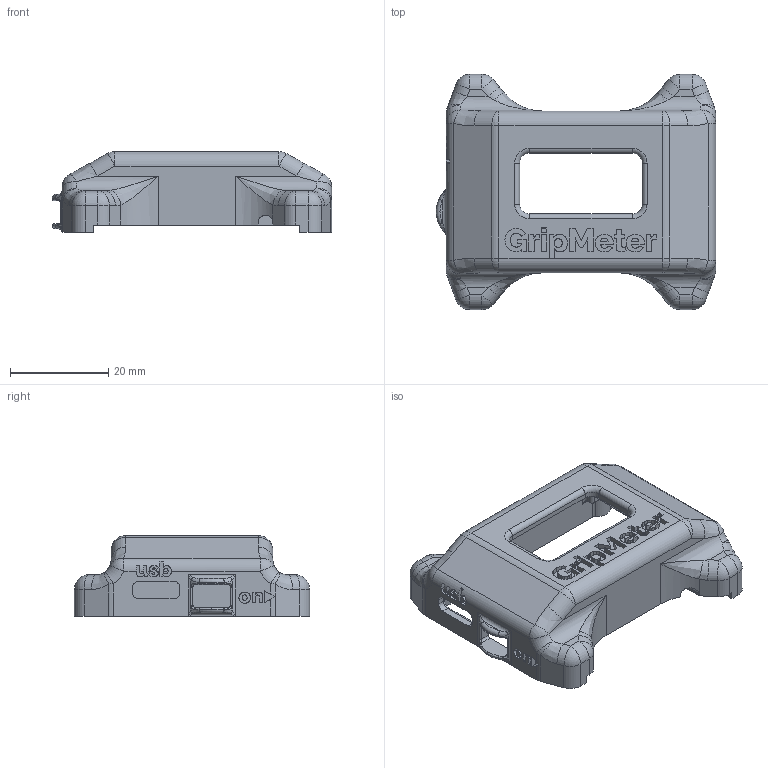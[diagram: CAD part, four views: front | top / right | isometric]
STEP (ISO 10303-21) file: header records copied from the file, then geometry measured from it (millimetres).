
FILE_DESCRIPTION (( 'STEP AP203' ), '1' );
FILE_NAME ('GripMeter_Slim_Trunks_Front_USBC_leg.STEP', '2023-02-13T17:29:06', ( '' ), ( '' ), 'SwSTEP 2.0', 'SolidWorks 2017', '' );
FILE_SCHEMA (( 'CONFIG_CONTROL_DESIGN' ));
Length unit declared in the file: millimetre
Products named in the file (1): GripMeter_Slim_Trunks_Front_USBC_leg
Bounding box: 57 x 48 x 16.5 mm (x, y, z)
Volume: 9263.6 mm3; surface area: 8502.4 mm2
Topology: 1 solids, 1 shells, 627 faces, 1658 edges, 1010 vertices
Faces by surface type: plane 215, bspline 189, cylinder 160, sphere 38, torus 25
Entity records: 22141 total; most frequent: CARTESIAN_POINT 8090, ORIENTED_EDGE 3224, DIRECTION 2421, EDGE_CURVE 1612, VERTEX_POINT 1006, VECTOR 857, LINE 857, AXIS2_PLACEMENT_3D 782
